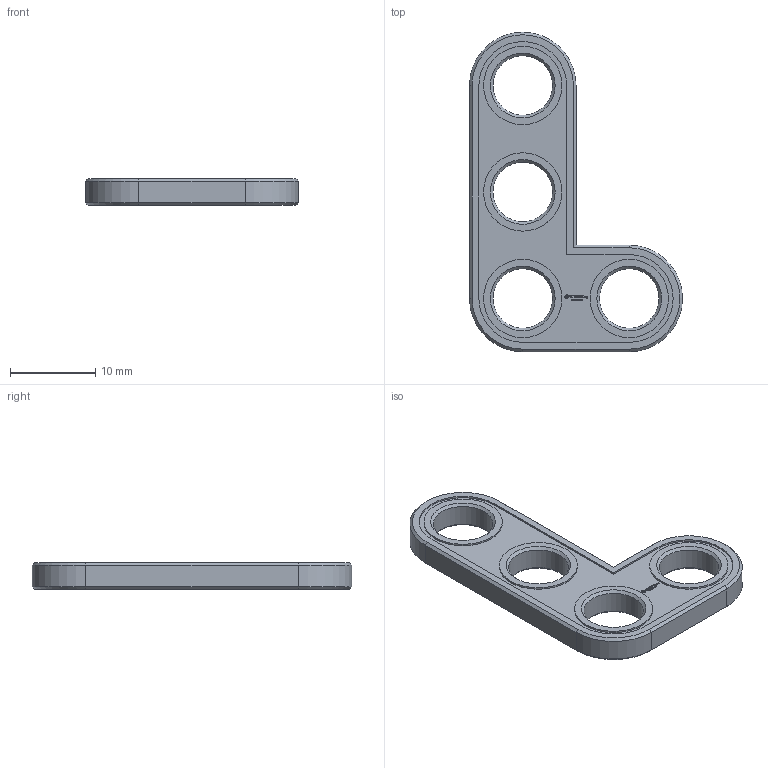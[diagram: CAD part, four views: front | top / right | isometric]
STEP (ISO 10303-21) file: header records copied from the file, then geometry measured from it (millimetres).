
FILE_DESCRIPTION(('FreeCAD Model'),'2;1');
FILE_NAME('Open CASCADE Shape Model','2022-02-08T19:15:17',( 'Paulo Kiefe'),('STEMFIE.org'),'Open CASCADE STEP processor 7.4', 'FreeCAD','Unknown');
FILE_SCHEMA(('AUTOMOTIVE_DESIGN { 1 0 10303 214 1 1 1 1 }'));
Length unit declared in the file: millimetre
Products named in the file (1): Brace_AGD_90_ASYM_ERR_BU02x03x01x00.25_-_SPN-BRC-1000_(stemfie.org)
Bounding box: 25 x 37.5 x 3.12 mm (x, y, z)
Volume: 1283.3 mm3; surface area: 1457.6 mm2
Topology: 1 solids, 1 shells, 546 faces, 1493 edges, 988 vertices
Faces by surface type: plane 328, extrusion 190, cone 14, cylinder 14
Full cylindrical faces by diameter (mm): 7 x4, 9.2 x4
Entity records: 37997 total; most frequent: CARTESIAN_POINT 9561, DIRECTION 4467, VECTOR 3645, LINE 3455, ORIENTED_EDGE 2986, PCURVE 2986, DEFINITIONAL_REPRESENTATION 2986, EDGE_CURVE 1493
